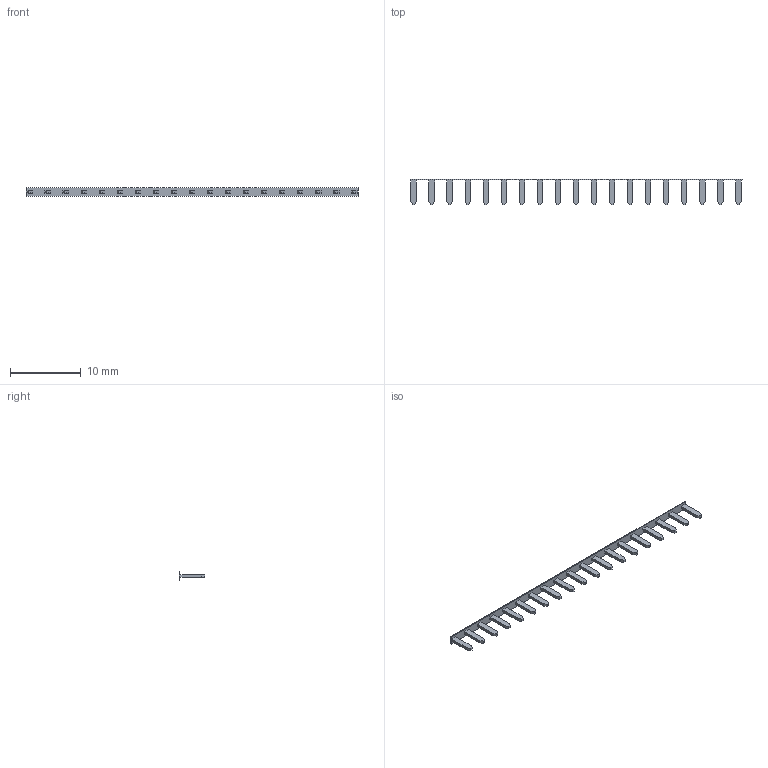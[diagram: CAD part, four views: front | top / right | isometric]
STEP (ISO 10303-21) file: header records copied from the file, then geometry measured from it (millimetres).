
FILE_DESCRIPTION(/* description */ (''),/* implementation_level */ '2;1');
FILE_NAME(/* name */ '_P2SSW-119-01-G-S_ipt_510d37b9.STEP',/* time_stamp */ '2024-05-28T16:07:58+01:00',/* author */ ('rlndo'),/* organization */ (''),/* preprocessor_version */ 'ST-DEVELOPER v16.13',/* originating_system */ 'Autodesk Inventor 2018',/* authorisation */ '');
FILE_SCHEMA (('AUTOMOTIVE_DESIGN { 1 0 10303 214 3 1 1 }'));
Length unit declared in the file: millimetre
Products named in the file (1): _P2SSW-119-01-G-S
Bounding box: 46.76 x 3.66 x 1.22 mm (x, y, z)
Volume: 27.8 mm3; surface area: 279.3 mm2
Topology: 1 solids, 1 shells, 139 faces, 354 edges, 236 vertices
Faces by surface type: plane 139
Entity records: 4300 total; most frequent: CARTESIAN_POINT 730, ORIENTED_EDGE 708, DIRECTION 634, LINE 354, VECTOR 354, EDGE_CURVE 354, VERTEX_POINT 236, EDGE_LOOP 158
